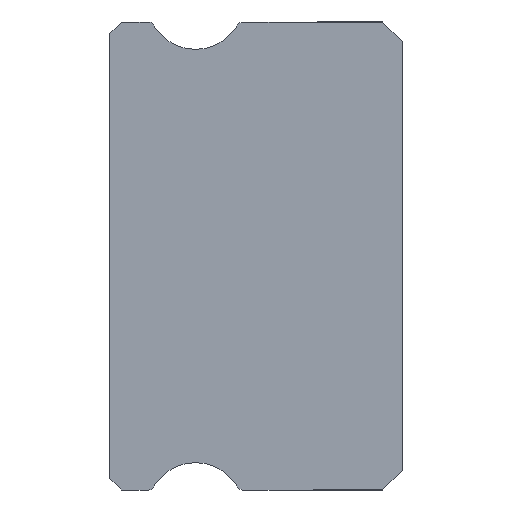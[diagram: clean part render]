
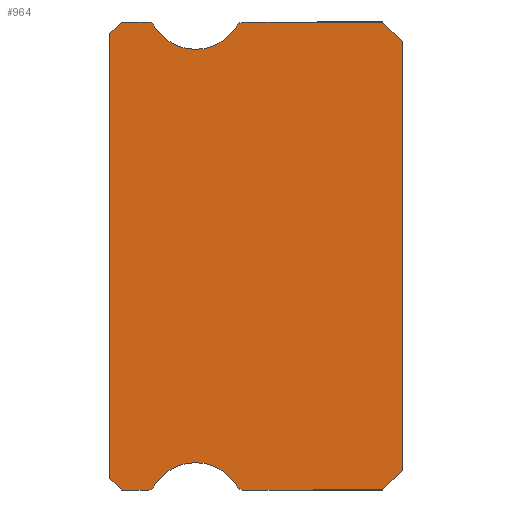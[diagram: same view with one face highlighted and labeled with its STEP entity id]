
A CAD part, left-side view. The second image highlights one B-rep face of the part: STEP entity #964.
In plain terms, the highlighted planar face has unit normal (-1, 0, 0).
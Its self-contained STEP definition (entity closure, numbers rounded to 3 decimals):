
#3 = CARTESIAN_POINT ( 'NONE',  ( -5., 4.088, 6. ) ) ;
#56 = VECTOR ( 'NONE', #822, 1000. ) ;
#69 = VERTEX_POINT ( 'NONE', #1100 ) ;
#73 = EDGE_CURVE ( 'NONE', #69, #1126, #337, .T. ) ;
#80 = ORIENTED_EDGE ( 'NONE', *, *, #1432, .F. ) ;
#83 = EDGE_CURVE ( 'NONE', #1166, #304, #431, .T. ) ;
#95 = CARTESIAN_POINT ( 'NONE',  ( -5., 5.3, 6.55 ) ) ;
#100 = CARTESIAN_POINT ( 'NONE',  ( -5., 6.512, -6. ) ) ;
#102 = AXIS2_PLACEMENT_3D ( 'NONE', #573, #1136, #897 ) ;
#107 = VECTOR ( 'NONE', #1122, 1000. ) ;
#114 = DIRECTION ( 'NONE',  ( 0., 0., -1. ) ) ;
#121 = DIRECTION ( 'NONE',  ( 1., 0., 0. ) ) ;
#165 = ORIENTED_EDGE ( 'NONE', *, *, #1424, .F. ) ;
#177 = AXIS2_PLACEMENT_3D ( 'NONE', #1235, #379, #1152 ) ;
#180 = AXIS2_PLACEMENT_3D ( 'NONE', #900, #1111, #114 ) ;
#203 = LINE ( 'NONE', #648, #1182 ) ;
#230 = DIRECTION ( 'NONE',  ( 0., 0.707, -0.707 ) ) ;
#234 = LINE ( 'NONE', #1162, #56 ) ;
#235 = DIRECTION ( 'NONE',  ( -1., 0., 0. ) ) ;
#252 = CARTESIAN_POINT ( 'NONE',  ( -5., 0., 5.5 ) ) ;
#262 = EDGE_CURVE ( 'NONE', #303, #862, #376, .T. ) ;
#266 = DIRECTION ( 'NONE',  ( 0., 0., -1. ) ) ;
#281 = VERTEX_POINT ( 'NONE', #3 ) ;
#303 = VERTEX_POINT ( 'NONE', #787 ) ;
#304 = VERTEX_POINT ( 'NONE', #802 ) ;
#319 = AXIS2_PLACEMENT_3D ( 'NONE', #554, #121, #464 ) ;
#321 = CARTESIAN_POINT ( 'NONE',  ( -5., 7.2, -6. ) ) ;
#337 = LINE ( 'NONE', #645, #982 ) ;
#350 = EDGE_CURVE ( 'NONE', #1253, #694, #947, .T. ) ;
#358 = DIRECTION ( 'NONE',  ( 0., -0.707, -0.707 ) ) ;
#363 = ORIENTED_EDGE ( 'NONE', *, *, #899, .T. ) ;
#364 = VECTOR ( 'NONE', #230, 1000. ) ;
#376 = LINE ( 'NONE', #453, #1266 ) ;
#379 = DIRECTION ( 'NONE',  ( 1., 0., 0. ) ) ;
#395 = CARTESIAN_POINT ( 'NONE',  ( -5., 7.5, 5.85 ) ) ;
#397 = VERTEX_POINT ( 'NONE', #598 ) ;
#401 = DIRECTION ( 'NONE',  ( 0., -1., 0. ) ) ;
#412 = AXIS2_PLACEMENT_3D ( 'NONE', #538, #1184, #1298 ) ;
#417 = ORIENTED_EDGE ( 'NONE', *, *, #83, .F. ) ;
#431 = CIRCLE ( 'NONE', #659, 1.25 ) ;
#452 = CARTESIAN_POINT ( 'NONE',  ( -5., 6.512, -6. ) ) ;
#453 = CARTESIAN_POINT ( 'NONE',  ( -5., 0.5, 6. ) ) ;
#454 = VECTOR ( 'NONE', #1104, 1000. ) ;
#464 = DIRECTION ( 'NONE',  ( 0., 0., -1. ) ) ;
#477 = ORIENTED_EDGE ( 'NONE', *, *, #1113, .F. ) ;
#487 = CARTESIAN_POINT ( 'NONE',  ( -5., 0., -5.5 ) ) ;
#492 = ORIENTED_EDGE ( 'NONE', *, *, #697, .T. ) ;
#508 = VERTEX_POINT ( 'NONE', #632 ) ;
#520 = ORIENTED_EDGE ( 'NONE', *, *, #806, .F. ) ;
#529 = VERTEX_POINT ( 'NONE', #655 ) ;
#538 = CARTESIAN_POINT ( 'NONE',  ( -5., 6.512, 5.85 ) ) ;
#550 = ORIENTED_EDGE ( 'NONE', *, *, #73, .T. ) ;
#554 = CARTESIAN_POINT ( 'NONE',  ( -5., 4.088, 5.85 ) ) ;
#571 = ORIENTED_EDGE ( 'NONE', *, *, #582, .T. ) ;
#573 = CARTESIAN_POINT ( 'NONE',  ( -5., 4.088, -5.85 ) ) ;
#582 = EDGE_CURVE ( 'NONE', #1126, #620, #1212, .T. ) ;
#596 = DIRECTION ( 'NONE',  ( 0., 0., -1. ) ) ;
#598 = CARTESIAN_POINT ( 'NONE',  ( -5., 6.512, 6. ) ) ;
#620 = VERTEX_POINT ( 'NONE', #452 ) ;
#632 = CARTESIAN_POINT ( 'NONE',  ( -5., 7.5, 5.7 ) ) ;
#640 = CIRCLE ( 'NONE', #319, 0.15 ) ;
#645 = CARTESIAN_POINT ( 'NONE',  ( -5., 7.2, -6. ) ) ;
#648 = CARTESIAN_POINT ( 'NONE',  ( -5., 6.512, 6. ) ) ;
#655 = CARTESIAN_POINT ( 'NONE',  ( -5., 0., -5.5 ) ) ;
#659 = AXIS2_PLACEMENT_3D ( 'NONE', #95, #1004, #877 ) ;
#683 = CARTESIAN_POINT ( 'NONE',  ( -5., 7.5, 5.7 ) ) ;
#688 = VECTOR ( 'NONE', #761, 1000. ) ;
#694 = VERTEX_POINT ( 'NONE', #1231 ) ;
#697 = EDGE_CURVE ( 'NONE', #1167, #508, #1227, .T. ) ;
#729 = CARTESIAN_POINT ( 'NONE',  ( -5., 6.512, -6. ) ) ;
#738 = PLANE ( 'NONE',  #412 ) ;
#761 = DIRECTION ( 'NONE',  ( 0., 1., 0. ) ) ;
#775 = ORIENTED_EDGE ( 'NONE', *, *, #262, .F. ) ;
#787 = CARTESIAN_POINT ( 'NONE',  ( -5., 0.5, 6. ) ) ;
#797 = CARTESIAN_POINT ( 'NONE',  ( -5., 0.5, -6. ) ) ;
#801 = AXIS2_PLACEMENT_3D ( 'NONE', #1393, #1054, #266 ) ;
#802 = CARTESIAN_POINT ( 'NONE',  ( -5., 5.3, 5.3 ) ) ;
#806 = EDGE_CURVE ( 'NONE', #397, #1166, #942, .T. ) ;
#817 = DIRECTION ( 'NONE',  ( 0., 0.707, -0.707 ) ) ;
#822 = DIRECTION ( 'NONE',  ( 0., 0., 1. ) ) ;
#823 = DIRECTION ( 'NONE',  ( 0., 1., 0. ) ) ;
#839 = EDGE_CURVE ( 'NONE', #304, #1215, #1361, .T. ) ;
#847 = ORIENTED_EDGE ( 'NONE', *, *, #1259, .F. ) ;
#850 = CARTESIAN_POINT ( 'NONE',  ( -5., 7.2, 6. ) ) ;
#854 = ORIENTED_EDGE ( 'NONE', *, *, #1049, .F. ) ;
#862 = VERTEX_POINT ( 'NONE', #252 ) ;
#877 = DIRECTION ( 'NONE',  ( 0., 0., -1. ) ) ;
#897 = DIRECTION ( 'NONE',  ( 0., 0., -1. ) ) ;
#899 = EDGE_CURVE ( 'NONE', #397, #1167, #1411, .T. ) ;
#900 = CARTESIAN_POINT ( 'NONE',  ( -5., 5.3, -6.55 ) ) ;
#912 = VECTOR ( 'NONE', #823, 1000. ) ;
#915 = AXIS2_PLACEMENT_3D ( 'NONE', #921, #235, #596 ) ;
#921 = CARTESIAN_POINT ( 'NONE',  ( -5., 5.3, 6.55 ) ) ;
#942 = CIRCLE ( 'NONE', #177, 0.15 ) ;
#946 = CARTESIAN_POINT ( 'NONE',  ( -5., 4.217, 5.925 ) ) ;
#947 = LINE ( 'NONE', #729, #912 ) ;
#964 = ADVANCED_FACE ( 'NONE', ( #1198 ), #738, .F. ) ;
#982 = VECTOR ( 'NONE', #1115, 1000. ) ;
#989 = CIRCLE ( 'NONE', #801, 0.15 ) ;
#1004 = DIRECTION ( 'NONE',  ( -1., 0., 0. ) ) ;
#1006 = EDGE_CURVE ( 'NONE', #281, #303, #203, .T. ) ;
#1020 = LINE ( 'NONE', #395, #107 ) ;
#1040 = ORIENTED_EDGE ( 'NONE', *, *, #1345, .F. ) ;
#1049 = EDGE_CURVE ( 'NONE', #1215, #281, #640, .T. ) ;
#1054 = DIRECTION ( 'NONE',  ( 1., 0., 0. ) ) ;
#1100 = CARTESIAN_POINT ( 'NONE',  ( -5., 7.5, -5.7 ) ) ;
#1104 = DIRECTION ( 'NONE',  ( 0., -1., 0. ) ) ;
#1107 = ORIENTED_EDGE ( 'NONE', *, *, #350, .F. ) ;
#1111 = DIRECTION ( 'NONE',  ( -1., 0., 0. ) ) ;
#1113 = EDGE_CURVE ( 'NONE', #1220, #1197, #1365, .T. ) ;
#1115 = DIRECTION ( 'NONE',  ( 0., -0.707, -0.707 ) ) ;
#1122 = DIRECTION ( 'NONE',  ( 0., 0., 1. ) ) ;
#1126 = VERTEX_POINT ( 'NONE', #321 ) ;
#1136 = DIRECTION ( 'NONE',  ( 1., 0., 0. ) ) ;
#1151 = ORIENTED_EDGE ( 'NONE', *, *, #1370, .T. ) ;
#1152 = DIRECTION ( 'NONE',  ( 0., 0., -1. ) ) ;
#1154 = CARTESIAN_POINT ( 'NONE',  ( -5., 6.383, 5.925 ) ) ;
#1162 = CARTESIAN_POINT ( 'NONE',  ( -5., 0., 5.5 ) ) ;
#1166 = VERTEX_POINT ( 'NONE', #1154 ) ;
#1167 = VERTEX_POINT ( 'NONE', #1351 ) ;
#1182 = VECTOR ( 'NONE', #401, 1000. ) ;
#1184 = DIRECTION ( 'NONE',  ( 1., 0., 0. ) ) ;
#1197 = VERTEX_POINT ( 'NONE', #1362 ) ;
#1198 = FACE_OUTER_BOUND ( 'NONE', #1417, .T. ) ;
#1212 = LINE ( 'NONE', #100, #454 ) ;
#1215 = VERTEX_POINT ( 'NONE', #946 ) ;
#1220 = VERTEX_POINT ( 'NONE', #1271 ) ;
#1227 = LINE ( 'NONE', #683, #364 ) ;
#1231 = CARTESIAN_POINT ( 'NONE',  ( -5., 4.088, -6. ) ) ;
#1235 = CARTESIAN_POINT ( 'NONE',  ( -5., 6.512, 5.85 ) ) ;
#1243 = CIRCLE ( 'NONE', #102, 0.15 ) ;
#1253 = VERTEX_POINT ( 'NONE', #797 ) ;
#1259 = EDGE_CURVE ( 'NONE', #69, #508, #1020, .T. ) ;
#1266 = VECTOR ( 'NONE', #358, 1000. ) ;
#1271 = CARTESIAN_POINT ( 'NONE',  ( -5., 4.217, -5.925 ) ) ;
#1298 = DIRECTION ( 'NONE',  ( 0., 0., -1. ) ) ;
#1329 = ORIENTED_EDGE ( 'NONE', *, *, #839, .F. ) ;
#1345 = EDGE_CURVE ( 'NONE', #694, #1220, #1243, .T. ) ;
#1348 = ORIENTED_EDGE ( 'NONE', *, *, #1006, .F. ) ;
#1351 = CARTESIAN_POINT ( 'NONE',  ( -5., 7.2, 6. ) ) ;
#1361 = CIRCLE ( 'NONE', #915, 1.25 ) ;
#1362 = CARTESIAN_POINT ( 'NONE',  ( -5., 6.383, -5.925 ) ) ;
#1365 = CIRCLE ( 'NONE', #180, 1.25 ) ;
#1370 = EDGE_CURVE ( 'NONE', #529, #862, #234, .T. ) ;
#1393 = CARTESIAN_POINT ( 'NONE',  ( -5., 6.512, -5.85 ) ) ;
#1400 = LINE ( 'NONE', #487, #1436 ) ;
#1411 = LINE ( 'NONE', #850, #688 ) ;
#1417 = EDGE_LOOP ( 'NONE', ( #492, #847, #550, #571, #80, #477, #1040, #1107, #165, #1151, #775, #1348, #854, #1329, #417, #520, #363 ) ) ;
#1424 = EDGE_CURVE ( 'NONE', #529, #1253, #1400, .T. ) ;
#1432 = EDGE_CURVE ( 'NONE', #1197, #620, #989, .T. ) ;
#1436 = VECTOR ( 'NONE', #817, 1000. ) ;
